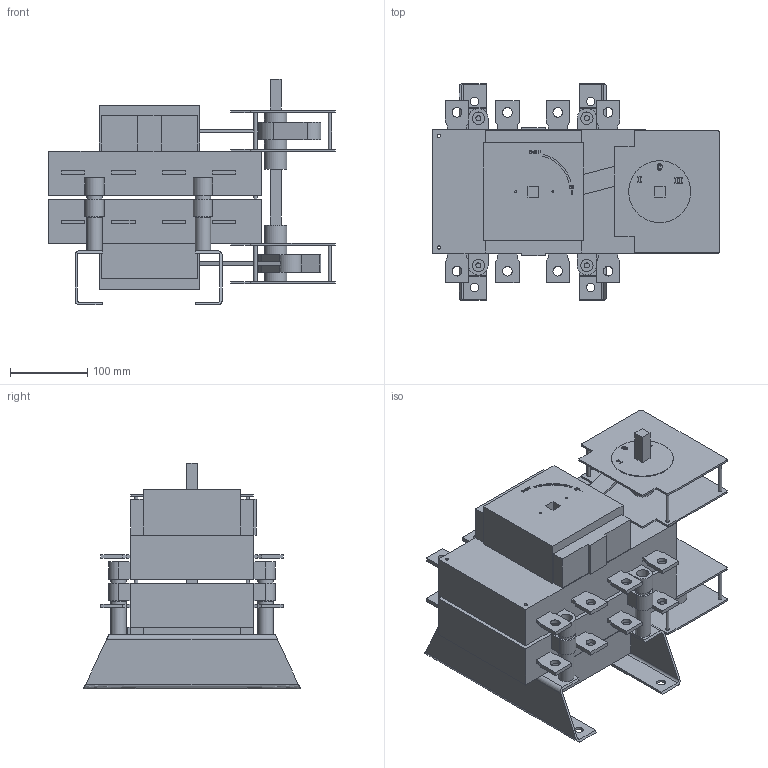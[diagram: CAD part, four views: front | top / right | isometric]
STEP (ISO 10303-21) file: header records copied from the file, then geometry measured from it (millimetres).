
FILE_DESCRIPTION((''),'2;1');
FILE_NAME('Conmut S5F-2 630-800A 4P (2011-08).stp','2011-08-12T12:09:02',('david'),(''),'Autodesk Inventor 2010','Autodesk Inventor 2010','');
FILE_SCHEMA(('CONFIG_CONTROL_DESIGN'));
Length unit declared in the file: millimetre
Products named in the file (1): Conmut S5F-2 630-800A 4P (2011-08)
Bounding box: 370 x 280 x 291.5 mm (x, y, z)
Volume: 8249140.2 mm3; surface area: 761668.8 mm2
Topology: 1 solids, 1 shells, 693 faces, 1866 edges, 1244 vertices
Faces by surface type: plane 445, bspline 163, cylinder 85
Full cylindrical faces by diameter (mm): 2.5 x4, 4.5 x8, 6.5 x4, 11 x2, 12.5 x16, 15 x4, 16 x8, 20 x8, 29 x3, 80 x1
Entity records: 22153 total; most frequent: CARTESIAN_POINT 5516, ORIENTED_EDGE 3562, DIRECTION 2879, EDGE_CURVE 1781, VECTOR 1361, LINE 1361, VERTEX_POINT 1228, EDGE_LOOP 929
